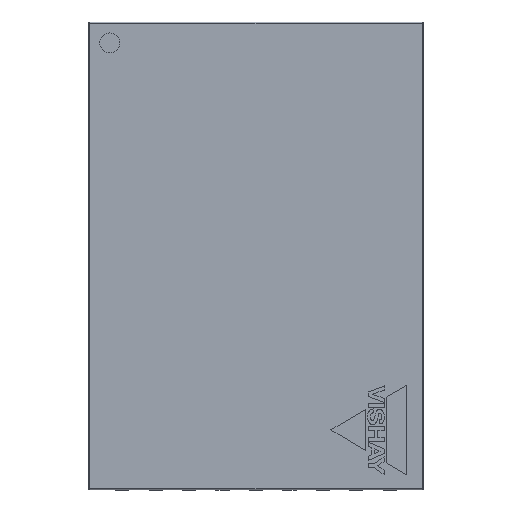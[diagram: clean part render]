
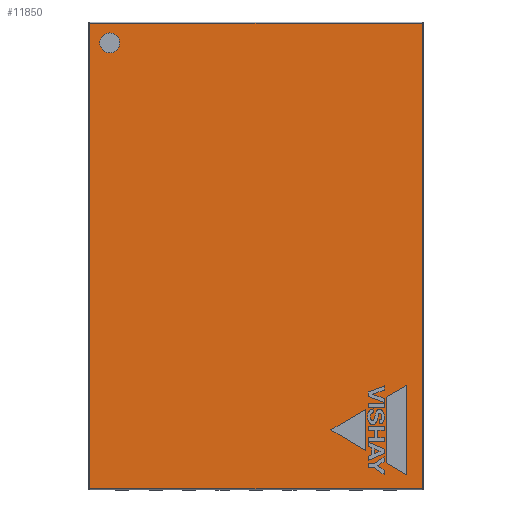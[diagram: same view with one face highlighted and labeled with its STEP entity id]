
A CAD part, top view. The second image highlights one B-rep face of the part: STEP entity #11850.
In plain terms, the highlighted planar face has unit normal (0, 0, 1).
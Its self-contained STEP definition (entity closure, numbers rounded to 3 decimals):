
#815=FACE_OUTER_BOUND('',#1470,.T.);
#1470=EDGE_LOOP('',(#9283,#9284,#9285,#9286));
#2541=LINE('',#18251,#3954);
#2542=LINE('',#18259,#3955);
#2543=LINE('',#18261,#3956);
#2544=LINE('',#18263,#3957);
#3954=VECTOR('',#14867,10.);
#3955=VECTOR('',#14880,10.);
#3956=VECTOR('',#14883,10.);
#3957=VECTOR('',#14886,10.);
#5272=VERTEX_POINT('',#18225);
#5275=VERTEX_POINT('',#18238);
#5276=VERTEX_POINT('',#18245);
#5277=VERTEX_POINT('',#18253);
#6704=EDGE_CURVE('',#5272,#5276,#2541,.T.);
#6708=EDGE_CURVE('',#5276,#5277,#2542,.T.);
#6709=EDGE_CURVE('',#5277,#5275,#2543,.T.);
#6710=EDGE_CURVE('',#5275,#5272,#2544,.T.);
#9283=ORIENTED_EDGE('',*,*,#6704,.F.);
#9284=ORIENTED_EDGE('',*,*,#6710,.F.);
#9285=ORIENTED_EDGE('',*,*,#6709,.F.);
#9286=ORIENTED_EDGE('',*,*,#6708,.F.);
#11258=PLANE('',#12819);
#11850=ADVANCED_FACE('',(#815),#11258,.T.);
#12819=AXIS2_PLACEMENT_3D('',#18270,#14896,#14897);
#14867=DIRECTION('',(0.,-1.,0.));
#14880=DIRECTION('',(-1.,0.,0.));
#14883=DIRECTION('',(0.,1.,0.));
#14886=DIRECTION('',(1.,0.,0.));
#14896=DIRECTION('center_axis',(0.,0.,1.));
#14897=DIRECTION('ref_axis',(1.,0.,0.));
#18225=CARTESIAN_POINT('',(2.485,3.485,0.8));
#18238=CARTESIAN_POINT('',(-2.485,3.485,0.8));
#18245=CARTESIAN_POINT('',(2.485,-3.485,0.8));
#18251=CARTESIAN_POINT('',(2.485,-1.75,0.8));
#18253=CARTESIAN_POINT('',(-2.485,-3.485,0.8));
#18259=CARTESIAN_POINT('',(-1.25,-3.485,0.8));
#18261=CARTESIAN_POINT('',(-2.485,1.75,0.8));
#18263=CARTESIAN_POINT('',(1.25,3.485,0.8));
#18270=CARTESIAN_POINT('Origin',(0.,0.,
0.8));
